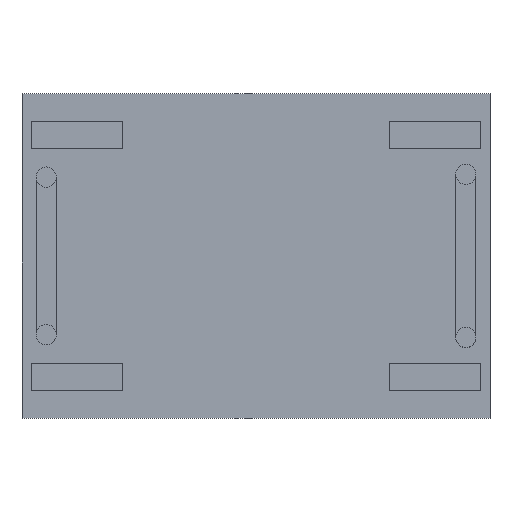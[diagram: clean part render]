
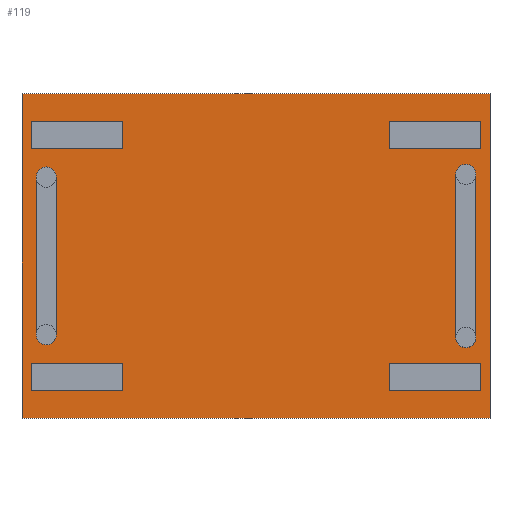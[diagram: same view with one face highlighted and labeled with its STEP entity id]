
A CAD part, top view. The second image highlights one B-rep face of the part: STEP entity #119.
In plain terms, the highlighted planar face has unit normal (0, 0, 1).
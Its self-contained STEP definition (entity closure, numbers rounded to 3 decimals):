
#22 = VERTEX_POINT('',#23);
#23 = CARTESIAN_POINT('',(-25.5,17.7,0.));
#40 = VERTEX_POINT('',#41);
#41 = CARTESIAN_POINT('',(25.5,17.7,0.));
#47 = EDGE_CURVE('',#22,#40,#48,.T.);
#48 = LINE('',#49,#50);
#49 = CARTESIAN_POINT('',(-25.5,17.7,0.));
#50 = VECTOR('',#51,1.);
#51 = DIRECTION('',(1.,0.,0.));
#62 = VERTEX_POINT('',#63);
#63 = CARTESIAN_POINT('',(-25.5,-17.7,0.));
#78 = EDGE_CURVE('',#62,#22,#79,.T.);
#79 = LINE('',#80,#81);
#80 = CARTESIAN_POINT('',(-25.5,-17.7,0.));
#81 = VECTOR('',#82,1.);
#82 = DIRECTION('',(0.,1.,0.));
#102 = VERTEX_POINT('',#103);
#103 = CARTESIAN_POINT('',(25.5,-17.7,0.));
#109 = EDGE_CURVE('',#40,#102,#110,.T.);
#110 = LINE('',#111,#112);
#111 = CARTESIAN_POINT('',(25.5,17.7,0.));
#112 = VECTOR('',#113,1.);
#113 = DIRECTION('',(0.,-1.,0.));
#119 = ADVANCED_FACE('',(#120,#131,#165,#199,#235,#269,#305),#339,.T.);
#120 = FACE_BOUND('',#121,.T.);
#121 = EDGE_LOOP('',(#122,#123,#124,#130));
#122 = ORIENTED_EDGE('',*,*,#47,.F.);
#123 = ORIENTED_EDGE('',*,*,#78,.F.);
#124 = ORIENTED_EDGE('',*,*,#125,.F.);
#125 = EDGE_CURVE('',#102,#62,#126,.T.);
#126 = LINE('',#127,#128);
#127 = CARTESIAN_POINT('',(25.5,-17.7,0.));
#128 = VECTOR('',#129,1.);
#129 = DIRECTION('',(-1.,0.,0.));
#130 = ORIENTED_EDGE('',*,*,#109,.F.);
#131 = FACE_BOUND('',#132,.T.);
#132 = EDGE_LOOP('',(#133,#143,#151,#159));
#133 = ORIENTED_EDGE('',*,*,#134,.F.);
#134 = EDGE_CURVE('',#135,#137,#139,.T.);
#135 = VERTEX_POINT('',#136);
#136 = CARTESIAN_POINT('',(-24.5,-14.7,0.));
#137 = VERTEX_POINT('',#138);
#138 = CARTESIAN_POINT('',(-14.5,-14.7,0.));
#139 = LINE('',#140,#141);
#140 = CARTESIAN_POINT('',(-24.5,-14.7,0.));
#141 = VECTOR('',#142,1.);
#142 = DIRECTION('',(1.,0.,0.));
#143 = ORIENTED_EDGE('',*,*,#144,.F.);
#144 = EDGE_CURVE('',#145,#135,#147,.T.);
#145 = VERTEX_POINT('',#146);
#146 = CARTESIAN_POINT('',(-24.5,-11.68,0.));
#147 = LINE('',#148,#149);
#148 = CARTESIAN_POINT('',(-24.5,-11.68,0.));
#149 = VECTOR('',#150,1.);
#150 = DIRECTION('',(0.,-1.,0.));
#151 = ORIENTED_EDGE('',*,*,#152,.F.);
#152 = EDGE_CURVE('',#153,#145,#155,.T.);
#153 = VERTEX_POINT('',#154);
#154 = CARTESIAN_POINT('',(-14.5,-11.68,0.));
#155 = LINE('',#156,#157);
#156 = CARTESIAN_POINT('',(-14.5,-11.68,0.));
#157 = VECTOR('',#158,1.);
#158 = DIRECTION('',(-1.,0.,0.));
#159 = ORIENTED_EDGE('',*,*,#160,.F.);
#160 = EDGE_CURVE('',#137,#153,#161,.T.);
#161 = LINE('',#162,#163);
#162 = CARTESIAN_POINT('',(-14.5,-14.7,0.));
#163 = VECTOR('',#164,1.);
#164 = DIRECTION('',(0.,1.,0.));
#165 = FACE_BOUND('',#166,.T.);
#166 = EDGE_LOOP('',(#167,#177,#185,#193));
#167 = ORIENTED_EDGE('',*,*,#168,.T.);
#168 = EDGE_CURVE('',#169,#171,#173,.T.);
#169 = VERTEX_POINT('',#170);
#170 = CARTESIAN_POINT('',(24.5,-11.68,0.));
#171 = VERTEX_POINT('',#172);
#172 = CARTESIAN_POINT('',(24.5,-14.7,0.));
#173 = LINE('',#174,#175);
#174 = CARTESIAN_POINT('',(24.5,-11.68,0.));
#175 = VECTOR('',#176,1.);
#176 = DIRECTION('',(0.,-1.,0.));
#177 = ORIENTED_EDGE('',*,*,#178,.T.);
#178 = EDGE_CURVE('',#171,#179,#181,.T.);
#179 = VERTEX_POINT('',#180);
#180 = CARTESIAN_POINT('',(14.5,-14.7,0.));
#181 = LINE('',#182,#183);
#182 = CARTESIAN_POINT('',(24.5,-14.7,0.));
#183 = VECTOR('',#184,1.);
#184 = DIRECTION('',(-1.,0.,0.));
#185 = ORIENTED_EDGE('',*,*,#186,.T.);
#186 = EDGE_CURVE('',#179,#187,#189,.T.);
#187 = VERTEX_POINT('',#188);
#188 = CARTESIAN_POINT('',(14.5,-11.68,0.));
#189 = LINE('',#190,#191);
#190 = CARTESIAN_POINT('',(14.5,-14.7,0.));
#191 = VECTOR('',#192,1.);
#192 = DIRECTION('',(0.,1.,0.));
#193 = ORIENTED_EDGE('',*,*,#194,.T.);
#194 = EDGE_CURVE('',#187,#169,#195,.T.);
#195 = LINE('',#196,#197);
#196 = CARTESIAN_POINT('',(14.5,-11.68,0.));
#197 = VECTOR('',#198,1.);
#198 = DIRECTION('',(1.,0.,0.));
#199 = FACE_BOUND('',#200,.T.);
#200 = EDGE_LOOP('',(#201,#212,#220,#229));
#201 = ORIENTED_EDGE('',*,*,#202,.F.);
#202 = EDGE_CURVE('',#203,#205,#207,.T.);
#203 = VERTEX_POINT('',#204);
#204 = CARTESIAN_POINT('',(-21.76,8.59,0.));
#205 = VERTEX_POINT('',#206);
#206 = CARTESIAN_POINT('',(-23.96,8.59,0.));
#207 = CIRCLE('',#208,1.1);
#208 = AXIS2_PLACEMENT_3D('',#209,#210,#211);
#209 = CARTESIAN_POINT('',(-22.86,8.59,0.));
#210 = DIRECTION('',(0.,0.,1.));
#211 = DIRECTION('',(1.,0.,0.));
#212 = ORIENTED_EDGE('',*,*,#213,.F.);
#213 = EDGE_CURVE('',#214,#203,#216,.T.);
#214 = VERTEX_POINT('',#215);
#215 = CARTESIAN_POINT('',(-21.76,-8.59,0.));
#216 = LINE('',#217,#218);
#217 = CARTESIAN_POINT('',(-21.76,-8.59,0.));
#218 = VECTOR('',#219,1.);
#219 = DIRECTION('',(0.,1.,0.));
#220 = ORIENTED_EDGE('',*,*,#221,.F.);
#221 = EDGE_CURVE('',#222,#214,#224,.T.);
#222 = VERTEX_POINT('',#223);
#223 = CARTESIAN_POINT('',(-23.96,-8.59,0.));
#224 = CIRCLE('',#225,1.1);
#225 = AXIS2_PLACEMENT_3D('',#226,#227,#228);
#226 = CARTESIAN_POINT('',(-22.86,-8.59,0.));
#227 = DIRECTION('',(0.,0.,1.));
#228 = DIRECTION('',(1.,0.,0.));
#229 = ORIENTED_EDGE('',*,*,#230,.F.);
#230 = EDGE_CURVE('',#205,#222,#231,.T.);
#231 = LINE('',#232,#233);
#232 = CARTESIAN_POINT('',(-23.96,8.59,0.));
#233 = VECTOR('',#234,1.);
#234 = DIRECTION('',(0.,-1.,0.));
#235 = FACE_BOUND('',#236,.T.);
#236 = EDGE_LOOP('',(#237,#247,#255,#263));
#237 = ORIENTED_EDGE('',*,*,#238,.T.);
#238 = EDGE_CURVE('',#239,#241,#243,.T.);
#239 = VERTEX_POINT('',#240);
#240 = CARTESIAN_POINT('',(-14.5,14.7,0.));
#241 = VERTEX_POINT('',#242);
#242 = CARTESIAN_POINT('',(-14.5,11.68,0.));
#243 = LINE('',#244,#245);
#244 = CARTESIAN_POINT('',(-14.5,14.7,0.));
#245 = VECTOR('',#246,1.);
#246 = DIRECTION('',(0.,-1.,0.));
#247 = ORIENTED_EDGE('',*,*,#248,.T.);
#248 = EDGE_CURVE('',#241,#249,#251,.T.);
#249 = VERTEX_POINT('',#250);
#250 = CARTESIAN_POINT('',(-24.5,11.68,0.));
#251 = LINE('',#252,#253);
#252 = CARTESIAN_POINT('',(-14.5,11.68,0.));
#253 = VECTOR('',#254,1.);
#254 = DIRECTION('',(-1.,0.,0.));
#255 = ORIENTED_EDGE('',*,*,#256,.T.);
#256 = EDGE_CURVE('',#249,#257,#259,.T.);
#257 = VERTEX_POINT('',#258);
#258 = CARTESIAN_POINT('',(-24.5,14.7,0.));
#259 = LINE('',#260,#261);
#260 = CARTESIAN_POINT('',(-24.5,11.68,0.));
#261 = VECTOR('',#262,1.);
#262 = DIRECTION('',(0.,1.,0.));
#263 = ORIENTED_EDGE('',*,*,#264,.T.);
#264 = EDGE_CURVE('',#257,#239,#265,.T.);
#265 = LINE('',#266,#267);
#266 = CARTESIAN_POINT('',(-24.5,14.7,0.));
#267 = VECTOR('',#268,1.);
#268 = DIRECTION('',(1.,0.,0.));
#269 = FACE_BOUND('',#270,.T.);
#270 = EDGE_LOOP('',(#271,#282,#290,#299));
#271 = ORIENTED_EDGE('',*,*,#272,.F.);
#272 = EDGE_CURVE('',#273,#275,#277,.T.);
#273 = VERTEX_POINT('',#274);
#274 = CARTESIAN_POINT('',(21.76,-8.89,0.));
#275 = VERTEX_POINT('',#276);
#276 = CARTESIAN_POINT('',(23.96,-8.89,0.));
#277 = CIRCLE('',#278,1.1);
#278 = AXIS2_PLACEMENT_3D('',#279,#280,#281);
#279 = CARTESIAN_POINT('',(22.86,-8.89,0.));
#280 = DIRECTION('',(0.,0.,1.));
#281 = DIRECTION('',(1.,0.,0.));
#282 = ORIENTED_EDGE('',*,*,#283,.T.);
#283 = EDGE_CURVE('',#273,#284,#286,.T.);
#284 = VERTEX_POINT('',#285);
#285 = CARTESIAN_POINT('',(21.76,8.89,0.));
#286 = LINE('',#287,#288);
#287 = CARTESIAN_POINT('',(21.76,-8.89,0.));
#288 = VECTOR('',#289,1.);
#289 = DIRECTION('',(0.,1.,0.));
#290 = ORIENTED_EDGE('',*,*,#291,.F.);
#291 = EDGE_CURVE('',#292,#284,#294,.T.);
#292 = VERTEX_POINT('',#293);
#293 = CARTESIAN_POINT('',(23.96,8.89,0.));
#294 = CIRCLE('',#295,1.1);
#295 = AXIS2_PLACEMENT_3D('',#296,#297,#298);
#296 = CARTESIAN_POINT('',(22.86,8.89,0.));
#297 = DIRECTION('',(0.,0.,1.));
#298 = DIRECTION('',(1.,0.,0.));
#299 = ORIENTED_EDGE('',*,*,#300,.T.);
#300 = EDGE_CURVE('',#292,#275,#301,.T.);
#301 = LINE('',#302,#303);
#302 = CARTESIAN_POINT('',(23.96,8.89,0.));
#303 = VECTOR('',#304,1.);
#304 = DIRECTION('',(0.,-1.,0.));
#305 = FACE_BOUND('',#306,.T.);
#306 = EDGE_LOOP('',(#307,#317,#325,#333));
#307 = ORIENTED_EDGE('',*,*,#308,.F.);
#308 = EDGE_CURVE('',#309,#311,#313,.T.);
#309 = VERTEX_POINT('',#310);
#310 = CARTESIAN_POINT('',(14.5,11.68,0.));
#311 = VERTEX_POINT('',#312);
#312 = CARTESIAN_POINT('',(24.5,11.68,0.));
#313 = LINE('',#314,#315);
#314 = CARTESIAN_POINT('',(14.5,11.68,0.));
#315 = VECTOR('',#316,1.);
#316 = DIRECTION('',(1.,0.,0.));
#317 = ORIENTED_EDGE('',*,*,#318,.F.);
#318 = EDGE_CURVE('',#319,#309,#321,.T.);
#319 = VERTEX_POINT('',#320);
#320 = CARTESIAN_POINT('',(14.5,14.7,0.));
#321 = LINE('',#322,#323);
#322 = CARTESIAN_POINT('',(14.5,14.7,0.));
#323 = VECTOR('',#324,1.);
#324 = DIRECTION('',(0.,-1.,0.));
#325 = ORIENTED_EDGE('',*,*,#326,.F.);
#326 = EDGE_CURVE('',#327,#319,#329,.T.);
#327 = VERTEX_POINT('',#328);
#328 = CARTESIAN_POINT('',(24.5,14.7,0.));
#329 = LINE('',#330,#331);
#330 = CARTESIAN_POINT('',(24.5,14.7,0.));
#331 = VECTOR('',#332,1.);
#332 = DIRECTION('',(-1.,0.,0.));
#333 = ORIENTED_EDGE('',*,*,#334,.F.);
#334 = EDGE_CURVE('',#311,#327,#335,.T.);
#335 = LINE('',#336,#337);
#336 = CARTESIAN_POINT('',(24.5,11.68,0.));
#337 = VECTOR('',#338,1.);
#338 = DIRECTION('',(0.,1.,0.));
#339 = PLANE('',#340);
#340 = AXIS2_PLACEMENT_3D('',#341,#342,#343);
#341 = CARTESIAN_POINT('',(0.,0.,0.));
#342 = DIRECTION('',(0.,0.,1.));
#343 = DIRECTION('',(1.,0.,0.));
